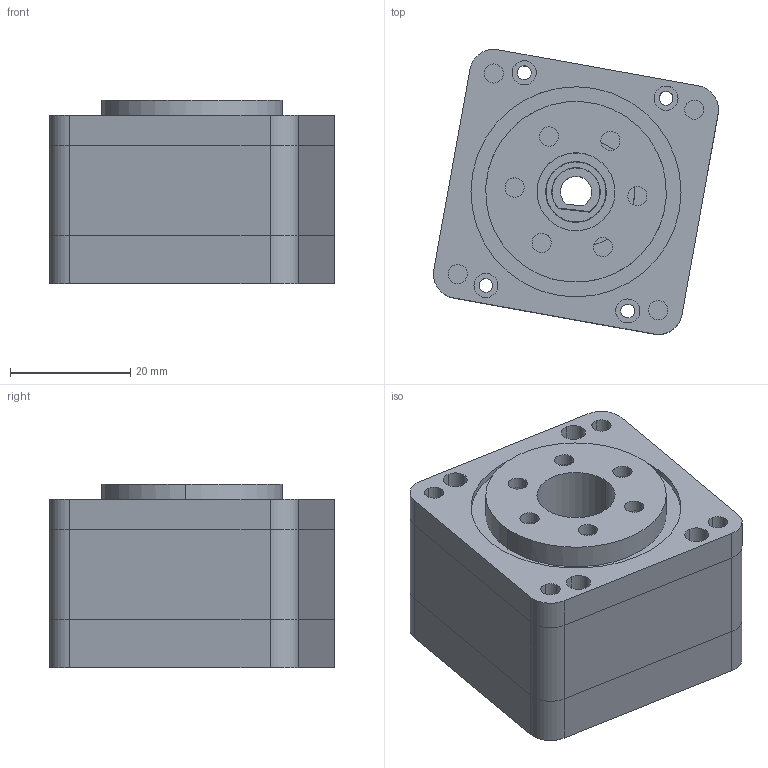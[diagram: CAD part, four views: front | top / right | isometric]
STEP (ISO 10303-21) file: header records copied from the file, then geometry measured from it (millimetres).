
FILE_DESCRIPTION (( 'STEP AP214' ), '1' );
FILE_NAME ('总成中空.STEP', '2025-04-07T05:42:47', ( 'Windows 用户' ), ( '微软中国' ), 'SwSTEP 2.0', 'SolidWorks 2023', '' );
FILE_SCHEMA (( 'AUTOMOTIVE_DESIGN' ));
Length unit declared in the file: millimetre
Products named in the file (11): 中部; 总成中空; 10_15_4; 30_37_4; 顶部; 偏心轮底部中空; 12_18_4; 底盘; 摆轮_GearTrax; 顶盖; 偏心轮中部
Assembly tree (13 placements, depth 2):
  总成中空
    摆轮_GearTrax  x2
    底盘
    顶部
    顶盖
    偏心轮底部中空
    偏心轮中部
    中部
    10_15_4
    12_18_4  x3
    30_37_4
Bounding box: 47.48 x 47.48 x 30.5 mm (x, y, z)
Volume: 37225.1 mm3; surface area: 31485.9 mm2
Topology: 13 solids, 13 shells, 487 faces, 1235 edges, 808 vertices
Faces by surface type: cylinder 326, plane 157, bspline 4
Entity records: 30697 total; most frequent: CARTESIAN_POINT 18414, DIRECTION 2821, ORIENTED_EDGE 2326, AXIS2_PLACEMENT_3D 1191, EDGE_CURVE 1163, VERTEX_POINT 760, CIRCLE 720, EDGE_LOOP 575
